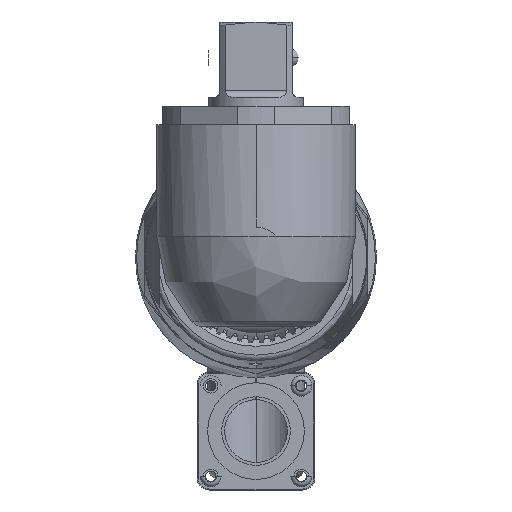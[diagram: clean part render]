
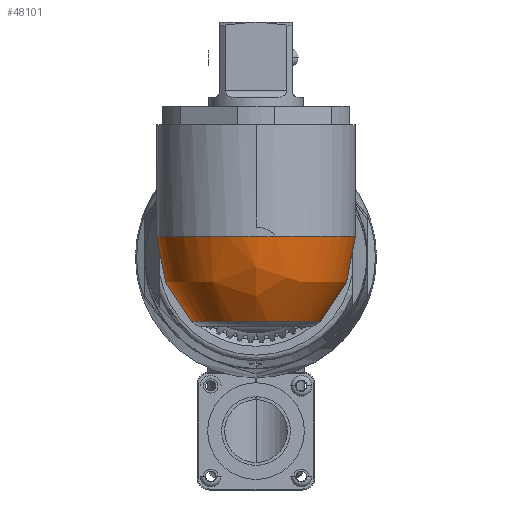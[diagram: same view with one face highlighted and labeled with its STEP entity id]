
A CAD part, left-side view. The second image highlights one B-rep face of the part: STEP entity #48101.
In plain terms, the highlighted free-form (B-spline) face has degree [3, 3] with [7, 4] control points.
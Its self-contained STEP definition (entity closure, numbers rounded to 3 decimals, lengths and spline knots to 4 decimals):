
#38949=CARTESIAN_POINT('',(-16.1345,0.005,0.218));
#38950=DIRECTION('',(0.,0.,1.));
#38951=DIRECTION('',(0.566,0.825,0.));
#38952=AXIS2_PLACEMENT_3D('',#38949,#38950,#38951);
#38954=CARTESIAN_POINT('',(-16.1345,0.005,-0.6633));
#38955=DIRECTION('',(0.,0.,-1.));
#38956=DIRECTION('',(0.646,-0.764,0.));
#38957=AXIS2_PLACEMENT_3D('',#38954,#38955,#38956);
#38991=CARTESIAN_POINT('',(-15.7035,0.5147,
-0.6632));
#38992=CARTESIAN_POINT('',(-15.7021,0.5447,
-0.6394));
#38993=CARTESIAN_POINT('',(-15.6985,0.6042,
-0.5859));
#38994=CARTESIAN_POINT('',(-15.6883,0.6887,
-0.4868));
#38995=CARTESIAN_POINT('',(-15.6717,0.764,
-0.3669));
#38996=CARTESIAN_POINT('',(-15.6485,0.8219,
-0.2318));
#38997=CARTESIAN_POINT('',(-15.6195,0.8587,
-0.0853));
#38998=CARTESIAN_POINT('',(-15.5865,0.8713,
0.0662));
#38999=CARTESIAN_POINT('',(-15.563,0.8633,
0.1676));
#39000=CARTESIAN_POINT('',(-15.5511,0.8551,
0.218));
#39093=CARTESIAN_POINT('',(-15.5511,-0.8451,
0.218));
#39094=CARTESIAN_POINT('',(-15.563,-0.8533,
0.1676));
#39095=CARTESIAN_POINT('',(-15.5865,-0.8613,
0.0664));
#39096=CARTESIAN_POINT('',(-15.6196,-0.8486,
-0.0858));
#39097=CARTESIAN_POINT('',(-15.6485,-0.8119,
-0.2318));
#39098=CARTESIAN_POINT('',(-15.6717,-0.754,
-0.3668));
#39099=CARTESIAN_POINT('',(-15.6883,-0.6786,
-0.487));
#39100=CARTESIAN_POINT('',(-15.6985,-0.594,
-0.5861));
#39101=CARTESIAN_POINT('',(-15.7022,-0.5346,
-0.6394));
#39102=CARTESIAN_POINT('',(-15.7035,-0.5047,
-0.6632));
#43902=CARTESIAN_POINT('',(-17.1437,-0.2055,0.218));
#43940=CARTESIAN_POINT('',(-16.1345,0.005,0.218));
#43941=DIRECTION('',(0.,0.,1.));
#43942=DIRECTION('',(-0.979,-0.204,0.));
#43943=AXIS2_PLACEMENT_3D('',#43940,#43941,#43942);
#44292=VERTEX_POINT('',#38991);
#44293=VERTEX_POINT('',#39000);
#44296=VERTEX_POINT('',#39093);
#44297=VERTEX_POINT('',#39102);
#45669=VERTEX_POINT('',#43902);
#48061=CARTESIAN_POINT('',(-15.4002,-0.7185,
0.2376));
#48062=CARTESIAN_POINT('',(-15.3963,-0.7223,
-0.1112));
#48063=CARTESIAN_POINT('',(-15.491,-0.629,
-0.4336));
#48064=CARTESIAN_POINT('',(-15.6689,-0.4537,
-0.677));
#48065=CARTESIAN_POINT('',(-16.1616,-1.4912,
0.2376));
#48066=CARTESIAN_POINT('',(-16.1617,-1.4991,
-0.1112));
#48067=CARTESIAN_POINT('',(-16.1582,-1.3061,
-0.4336));
#48068=CARTESIAN_POINT('',(-16.1516,-0.9437,
-0.677));
#48069=CARTESIAN_POINT('',(-17.1653,-1.0798,
0.2376));
#48070=CARTESIAN_POINT('',(-17.1708,-1.0855,
-0.1112));
#48071=CARTESIAN_POINT('',(-17.0378,-0.9456,
-0.4336));
#48072=CARTESIAN_POINT('',(-16.7881,-0.6828,
-0.677));
#48073=CARTESIAN_POINT('',(-17.1653,0.005,
0.2376));
#48074=CARTESIAN_POINT('',(-17.1708,0.005,
-0.1112));
#48075=CARTESIAN_POINT('',(-17.0378,0.005,
-0.4336));
#48076=CARTESIAN_POINT('',(-16.7881,0.005,
-0.677));
#48077=CARTESIAN_POINT('',(-17.1653,1.0898,
0.2376));
#48078=CARTESIAN_POINT('',(-17.1708,1.0955,
-0.1112));
#48079=CARTESIAN_POINT('',(-17.0378,0.9556,
-0.4336));
#48080=CARTESIAN_POINT('',(-16.7881,0.6928,
-0.677));
#48081=CARTESIAN_POINT('',(-16.1616,1.5012,
0.2376));
#48082=CARTESIAN_POINT('',(-16.1617,1.5091,
-0.1112));
#48083=CARTESIAN_POINT('',(-16.1582,1.3161,
-0.4336));
#48084=CARTESIAN_POINT('',(-16.1516,0.9537,
-0.677));
#48085=CARTESIAN_POINT('',(-15.4002,0.7285,
0.2376));
#48086=CARTESIAN_POINT('',(-15.3963,0.7323,
-0.1112));
#48087=CARTESIAN_POINT('',(-15.491,0.639,
-0.4336));
#48088=CARTESIAN_POINT('',(-15.6689,0.4637,
-0.677));
#48089=(BOUNDED_SURFACE()B_SPLINE_SURFACE(3,3,((#48061,#48062,#48063,#48064),(
#48065,#48066,#48067,#48068),(#48069,#48070,#48071,#48072),(#48073,#48074,
#48075,#48076),(#48077,#48078,#48079,#48080),(#48081,#48082,#48083,#48084),(
#48085,#48086,#48087,#48088)),.UNSPECIFIED.,.F.,.F.,.F.)B_SPLINE_SURFACE_WITH_KNOTS((4,3,4),(4,4),(0.,1.,2.),(0.,1.),.UNSPECIFIED.)GEOMETRIC_REPRESENTATION_ITEM()RATIONAL_B_SPLINE_SURFACE(((1.512,1.429,
1.429,1.512),(0.886,0.838,
0.838,0.886),(0.886,0.838,
0.838,0.886),(1.512,1.429,
1.429,1.512),(0.886,0.838,
0.838,0.886),(0.886,0.838,
0.838,0.886),(1.512,1.429,
1.429,1.512)))REPRESENTATION_ITEM('')SURFACE());
#48091=ORIENTED_EDGE('',*,*,#48090,.T.);
#48093=ORIENTED_EDGE('',*,*,#48092,.T.);
#48095=ORIENTED_EDGE('',*,*,#48094,.T.);
#48096=ORIENTED_EDGE('',*,*,#48054,.T.);
#48098=ORIENTED_EDGE('',*,*,#48097,.T.);
#48099=EDGE_LOOP('',(#48091,#48093,#48095,#48096,#48098));
#48100=FACE_OUTER_BOUND('',#48099,.F.);
#48101=ADVANCED_FACE('',(#48100),#48089,.T.);
#38953=CIRCLE('',#38952,1.031);
#38958=CIRCLE('',#38957,0.6675);
#39001=B_SPLINE_CURVE_WITH_KNOTS('',3,(#38991,#38992,#38993,#38994,#38995,
#38996,#38997,#38998,#38999,#39000),.UNSPECIFIED.,.F.,.F.,(4,1,1,1,1,1,1,4),(
0.,0.1429,0.2857,0.4286,0.5714,
0.7143,0.8571,1.),.UNSPECIFIED.);
#39103=B_SPLINE_CURVE_WITH_KNOTS('',3,(#39093,#39094,#39095,#39096,#39097,
#39098,#39099,#39100,#39101,#39102),.UNSPECIFIED.,.F.,.F.,(4,1,1,1,1,1,1,4),(
0.,0.1429,0.2857,0.4286,0.5714,
0.7143,0.8571,1.),.UNSPECIFIED.);
#43944=CIRCLE('',#43943,1.031);
#48054=EDGE_CURVE('',#44297,#44292,#38958,.T.);
#48090=EDGE_CURVE('',#44293,#45669,#38953,.T.);
#48092=EDGE_CURVE('',#45669,#44296,#43944,.T.);
#48094=EDGE_CURVE('',#44296,#44297,#39103,.T.);
#48097=EDGE_CURVE('',#44292,#44293,#39001,.T.);
